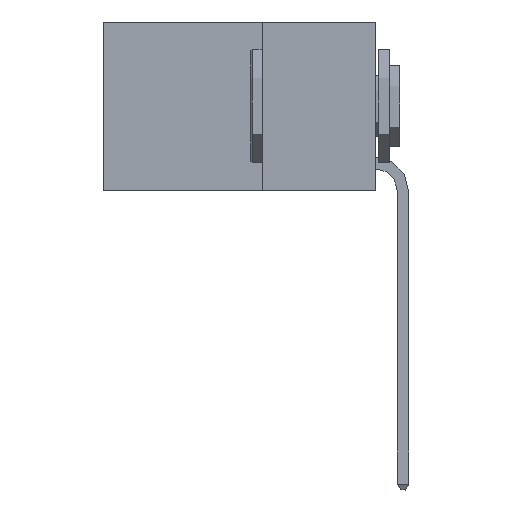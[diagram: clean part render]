
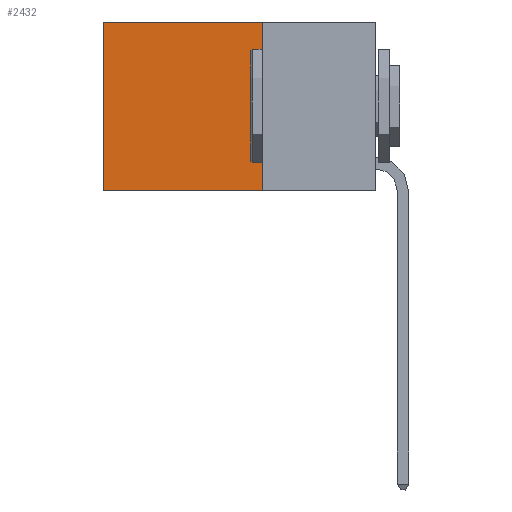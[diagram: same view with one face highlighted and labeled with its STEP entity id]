
A CAD part, left-side view. The second image highlights one B-rep face of the part: STEP entity #2432.
In plain terms, the highlighted planar face has unit normal (-1, 0, 0).
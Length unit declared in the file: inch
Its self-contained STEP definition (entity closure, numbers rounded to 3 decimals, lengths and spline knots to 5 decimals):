
#39 = EDGE_CURVE ( 'NONE', #1156, #106, #8943, .T. ) ;
#106 = VERTEX_POINT ( 'NONE', #11318 ) ;
#115 = DIRECTION ( 'NONE',  ( 0., 1., 0. ) ) ;
#427 = EDGE_CURVE ( 'NONE', #8473, #1156, #2429, .T. ) ;
#872 = CARTESIAN_POINT ( 'NONE',  ( 0.2625, 0.25, -0.37 ) ) ;
#1156 = VERTEX_POINT ( 'NONE', #872 ) ;
#1464 = EDGE_LOOP ( 'NONE', ( #9102, #11807, #1635, #7037 ) ) ;
#1635 = ORIENTED_EDGE ( 'NONE', *, *, #427, .F. ) ;
#2250 = DIRECTION ( 'NONE',  ( 0., 1., 0. ) ) ;
#2429 = LINE ( 'NONE', #12167, #10212 ) ;
#2432 = ADVANCED_FACE ( 'NONE', ( #10180 ), #10557, .F. ) ;
#3888 = LINE ( 'NONE', #11368, #4521 ) ;
#3916 = VECTOR ( 'NONE', #2250, 39.37008 ) ;
#4296 = CARTESIAN_POINT ( 'NONE',  ( 0.2625, 0.6, 0. ) ) ;
#4521 = VECTOR ( 'NONE', #115, 39.37008 ) ;
#5170 = VERTEX_POINT ( 'NONE', #11420 ) ;
#6590 = AXIS2_PLACEMENT_3D ( 'NONE', #11831, #11565, #8733 ) ;
#6623 = DIRECTION ( 'NONE',  ( 0., 0., -1. ) ) ;
#6856 = LINE ( 'NONE', #4296, #9222 ) ;
#7037 = ORIENTED_EDGE ( 'NONE', *, *, #10004, .T. ) ;
#7294 = DIRECTION ( 'NONE',  ( 0., 0., -1. ) ) ;
#8473 = VERTEX_POINT ( 'NONE', #10905 ) ;
#8733 = DIRECTION ( 'NONE',  ( 0., 0., -1. ) ) ;
#8943 = LINE ( 'NONE', #11648, #3916 ) ;
#9102 = ORIENTED_EDGE ( 'NONE', *, *, #9988, .T. ) ;
#9222 = VECTOR ( 'NONE', #7294, 39.37008 ) ;
#9988 = EDGE_CURVE ( 'NONE', #5170, #106, #6856, .T. ) ;
#10004 = EDGE_CURVE ( 'NONE', #8473, #5170, #3888, .T. ) ;
#10180 = FACE_OUTER_BOUND ( 'NONE', #1464, .T. ) ;
#10212 = VECTOR ( 'NONE', #6623, 39.37008 ) ;
#10557 = PLANE ( 'NONE',  #6590 ) ;
#10905 = CARTESIAN_POINT ( 'NONE',  ( 0.2625, 0.25, 0. ) ) ;
#11318 = CARTESIAN_POINT ( 'NONE',  ( 0.2625, 0.6, -0.37 ) ) ;
#11368 = CARTESIAN_POINT ( 'NONE',  ( 0.2625, 0.25, 0. ) ) ;
#11420 = CARTESIAN_POINT ( 'NONE',  ( 0.2625, 0.6, 0. ) ) ;
#11565 = DIRECTION ( 'NONE',  ( 1., 0., 0. ) ) ;
#11648 = CARTESIAN_POINT ( 'NONE',  ( 0.2625, 0.25, -0.37 ) ) ;
#11807 = ORIENTED_EDGE ( 'NONE', *, *, #39, .F. ) ;
#11831 = CARTESIAN_POINT ( 'NONE',  ( 0.2625, 0.25, 0. ) ) ;
#12167 = CARTESIAN_POINT ( 'NONE',  ( 0.2625, 0.25, 0. ) ) ;
